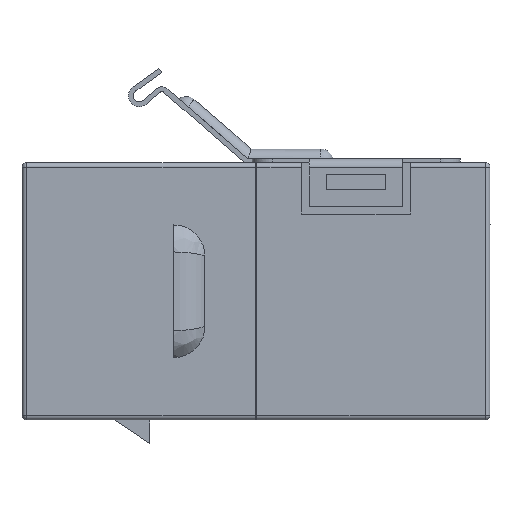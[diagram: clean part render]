
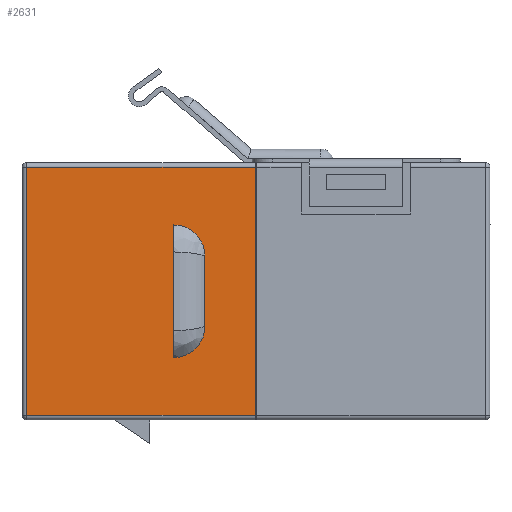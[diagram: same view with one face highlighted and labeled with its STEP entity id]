
A CAD part, left-side view. The second image highlights one B-rep face of the part: STEP entity #2631.
In plain terms, the highlighted planar face has unit normal (-1, 0, 0).
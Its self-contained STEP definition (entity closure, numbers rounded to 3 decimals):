
#1238 = CARTESIAN_POINT ( 'NONE',  ( -7.35, 3.276, 2.25 ) ) ;
#1245 = VERTEX_POINT ( 'NONE', #1238 ) ;
#2116 = EDGE_LOOP ( 'NONE', ( #4569, #4568, #4567, #4566 ) ) ;
#2224 = EDGE_LOOP ( 'NONE', ( #4565, #4564, #4563, #4562 ) ) ;
#2631 = ADVANCED_FACE ( 'NONE', ( #9095, #9101 ), #6752, .F. ) ;
#3670 = VERTEX_POINT ( 'NONE', #5398 ) ;
#3889 = VERTEX_POINT ( 'NONE', #5632 ) ;
#3893 = VERTEX_POINT ( 'NONE', #5636 ) ;
#3902 = VERTEX_POINT ( 'NONE', #5645 ) ;
#4252 = EDGE_CURVE ( 'NONE', #14487, #3889, #11538, .T. ) ;
#4253 = EDGE_CURVE ( 'NONE', #3889, #1245, #11541, .T. ) ;
#4390 = VERTEX_POINT ( 'NONE', #5714 ) ;
#4421 = VERTEX_POINT ( 'NONE', #5745 ) ;
#4562 = ORIENTED_EDGE ( 'NONE', *, *, #10934, .T. ) ;
#4563 = ORIENTED_EDGE ( 'NONE', *, *, #13049, .T. ) ;
#4564 = ORIENTED_EDGE ( 'NONE', *, *, #10933, .T. ) ;
#4565 = ORIENTED_EDGE ( 'NONE', *, *, #10932, .T. ) ;
#4566 = ORIENTED_EDGE ( 'NONE', *, *, #10931, .T. ) ;
#4567 = ORIENTED_EDGE ( 'NONE', *, *, #10930, .T. ) ;
#4568 = ORIENTED_EDGE ( 'NONE', *, *, #4253, .T. ) ;
#4569 = ORIENTED_EDGE ( 'NONE', *, *, #4252, .T. ) ;
#5398 = CARTESIAN_POINT ( 'NONE',  ( -7.35, 14.7, -7.95 ) ) ;
#5632 = CARTESIAN_POINT ( 'NONE',  ( -7.35, 5.276, 4.25 ) ) ;
#5636 = CARTESIAN_POINT ( 'NONE',  ( -7.35, 0.05, 7.95 ) ) ;
#5645 = CARTESIAN_POINT ( 'NONE',  ( -7.35, 14.7, 7.95 ) ) ;
#5685 = CARTESIAN_POINT ( 'NONE',  ( -7.35, 5.276, 4.25 ) ) ;
#5689 = DIRECTION ( 'NONE',  ( 0., 0., 1. ) ) ;
#5694 = CARTESIAN_POINT ( 'NONE',  ( -7.35, 5.276, 2.25 ) ) ;
#5695 = DIRECTION ( 'NONE',  ( 1., 0., 0. ) ) ;
#5696 = DIRECTION ( 'NONE',  ( 0., 0., -1. ) ) ;
#5714 = CARTESIAN_POINT ( 'NONE',  ( -7.35, 3.276, -2.25 ) ) ;
#5745 = CARTESIAN_POINT ( 'NONE',  ( -7.35, 0.05, -7.95 ) ) ;
#6718 = DIRECTION ( 'NONE',  ( 0., 0., -1. ) ) ;
#6722 = DIRECTION ( 'NONE',  ( 1., 0., 0. ) ) ;
#6731 = CARTESIAN_POINT ( 'NONE',  ( -7.35, 15., -8.25 ) ) ;
#6752 = PLANE ( 'NONE',  #13918 ) ;
#6969 = CARTESIAN_POINT ( 'NONE',  ( -7.35, 5.276, -4.25 ) ) ;
#9095 = FACE_BOUND ( 'NONE', #2116, .T. ) ;
#9101 = FACE_OUTER_BOUND ( 'NONE', #2224, .T. ) ;
#9896 = CARTESIAN_POINT ( 'NONE',  ( -7.35, 0.05, 8.25 ) ) ;
#9897 = DIRECTION ( 'NONE',  ( 0., 0., 1. ) ) ;
#10930 = EDGE_CURVE ( 'NONE', #1245, #4390, #11899, .T. ) ;
#10931 = EDGE_CURVE ( 'NONE', #4390, #14487, #11901, .T. ) ;
#10932 = EDGE_CURVE ( 'NONE', #3902, #3670, #11903, .T. ) ;
#10933 = EDGE_CURVE ( 'NONE', #3670, #4421, #11897, .T. ) ;
#10934 = EDGE_CURVE ( 'NONE', #3893, #3902, #11906, .T. ) ;
#11538 = LINE ( 'NONE', #5685, #11544 ) ;
#11541 = CIRCLE ( 'NONE', #14220, 2. ) ;
#11544 = VECTOR ( 'NONE', #5689, 1000. ) ;
#11897 = LINE ( 'NONE', #13002, #11907 ) ;
#11899 = LINE ( 'NONE', #12999, #11902 ) ;
#11901 = CIRCLE ( 'NONE', #14241, 2. ) ;
#11902 = VECTOR ( 'NONE', #13000, 1000. ) ;
#11903 = LINE ( 'NONE', #12997, #11905 ) ;
#11905 = VECTOR ( 'NONE', #12992, 1000. ) ;
#11906 = LINE ( 'NONE', #13008, #11909 ) ;
#11907 = VECTOR ( 'NONE', #13007, 1000. ) ;
#11909 = VECTOR ( 'NONE', #13009, 1000. ) ;
#12992 = DIRECTION ( 'NONE',  ( 0., 0., -1. ) ) ;
#12997 = CARTESIAN_POINT ( 'NONE',  ( -7.35, 14.7, -8.25 ) ) ;
#12999 = CARTESIAN_POINT ( 'NONE',  ( -7.35, 3.276, 2.25 ) ) ;
#13000 = DIRECTION ( 'NONE',  ( 0., 0., -1. ) ) ;
#13002 = CARTESIAN_POINT ( 'NONE',  ( -7.35, 15., -7.95 ) ) ;
#13003 = CARTESIAN_POINT ( 'NONE',  ( -7.35, 5.276, -2.25 ) ) ;
#13004 = DIRECTION ( 'NONE',  ( 1., 0., 0. ) ) ;
#13005 = DIRECTION ( 'NONE',  ( 0., 0., -1. ) ) ;
#13007 = DIRECTION ( 'NONE',  ( 0., -1., 0. ) ) ;
#13008 = CARTESIAN_POINT ( 'NONE',  ( -7.35, 15., 7.95 ) ) ;
#13009 = DIRECTION ( 'NONE',  ( 0., 1., 0. ) ) ;
#13049 = EDGE_CURVE ( 'NONE', #4421, #3893, #13122, .T. ) ;
#13122 = LINE ( 'NONE', #9896, #13124 ) ;
#13124 = VECTOR ( 'NONE', #9897, 1000. ) ;
#13918 = AXIS2_PLACEMENT_3D ( 'NONE', #6731, #6722, #6718 ) ;
#14220 = AXIS2_PLACEMENT_3D ( 'NONE', #5694, #5695, #5696 ) ;
#14241 = AXIS2_PLACEMENT_3D ( 'NONE', #13003, #13004, #13005 ) ;
#14487 = VERTEX_POINT ( 'NONE', #6969 ) ;
